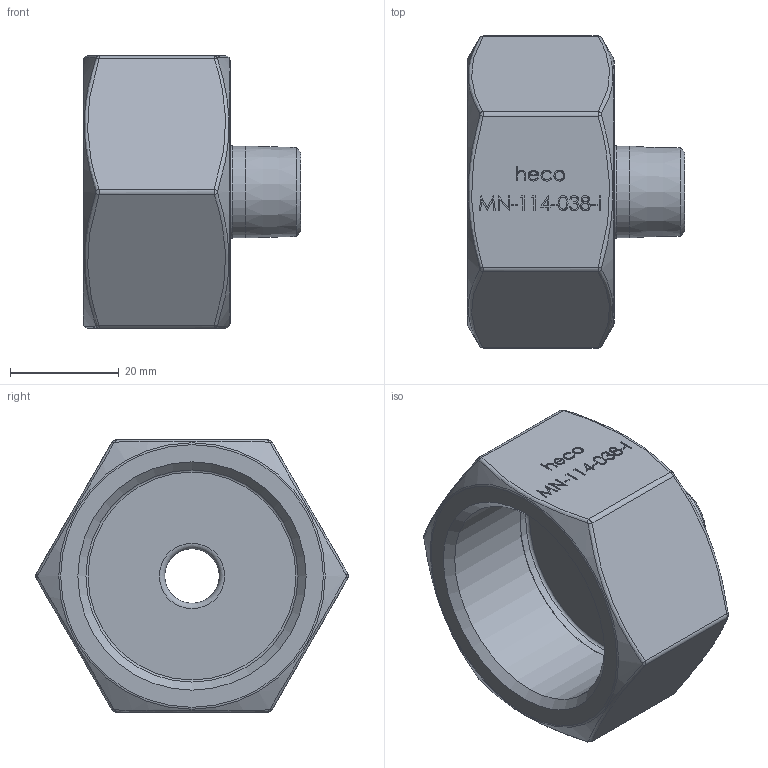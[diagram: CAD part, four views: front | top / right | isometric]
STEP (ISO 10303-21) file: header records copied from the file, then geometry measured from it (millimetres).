
FILE_DESCRIPTION (( 'STEP AP214' ), '1' );
FILE_NAME ('MN-114-038-I 2310.STEP', '2023-11-02T13:56:11', ( '' ), ( '' ), 'SwSTEP 2.0', 'SolidWorks 2019', '' );
FILE_SCHEMA (( 'AUTOMOTIVE_DESIGN' ));
Length unit declared in the file: millimetre
Products named in the file (1): MN-114-038-I 2310
Bounding box: 40 x 57.42 x 50 mm (x, y, z)
Volume: 34648.4 mm3; surface area: 12134.2 mm2
Topology: 1 solids, 1 shells, 233 faces, 588 edges, 382 vertices
Faces by surface type: plane 113, bspline 99, cylinder 10, torus 6, cone 5
Full cylindrical faces by diameter (mm): 10 x1, 16.893 x1, 38.952 x1, 39.152 x1
Entity records: 13889 total; most frequent: CARTESIAN_POINT 6910, ORIENTED_EDGE 1136, DIRECTION 683, EDGE_CURVE 568, VERTEX_POINT 377, VECTOR 327, LINE 327, EDGE_LOOP 275
